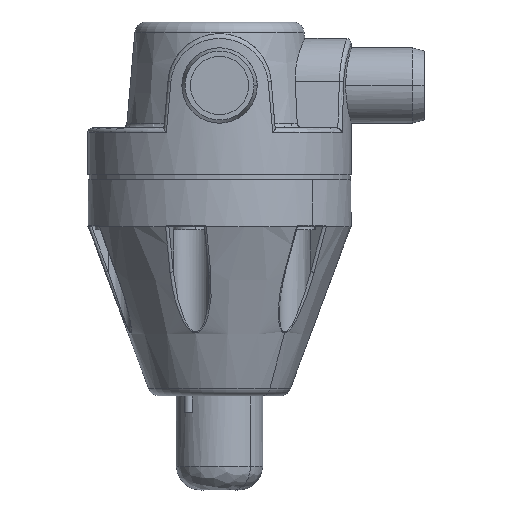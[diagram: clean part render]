
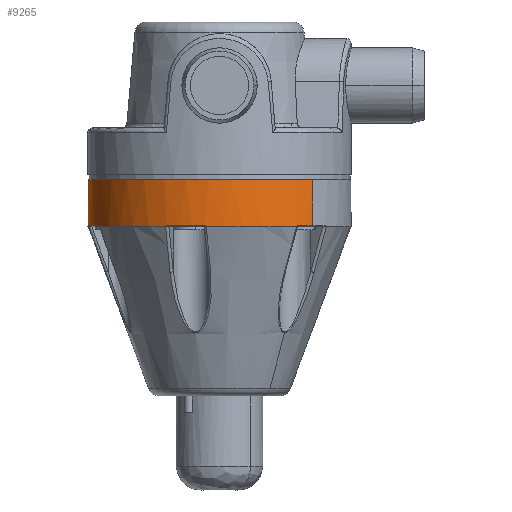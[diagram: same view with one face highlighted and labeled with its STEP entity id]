
A CAD part, front view. The second image highlights one B-rep face of the part: STEP entity #9265.
In plain terms, the highlighted cylindrical face has radius 56 mm (diameter 112 mm), a partial arc.
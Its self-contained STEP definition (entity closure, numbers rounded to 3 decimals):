
#2422=CARTESIAN_POINT('',(0.,0.,-2.));
#2423=DIRECTION('',(0.,0.,-1.));
#2424=DIRECTION('',(0.707,-0.707,0.));
#2425=AXIS2_PLACEMENT_3D('',#2422,#2423,#2424);
#3016=CARTESIAN_POINT('',(0.,0.,-21.5));
#3017=DIRECTION('',(0.,0.,1.));
#3018=DIRECTION('',(-0.707,0.707,0.));
#3019=AXIS2_PLACEMENT_3D('',#3016,#3017,#3018);
#3021=CARTESIAN_POINT('',(0.,0.,-21.5));
#3022=DIRECTION('',(0.,0.,1.));
#3023=DIRECTION('',(-0.708,0.706,0.));
#3024=AXIS2_PLACEMENT_3D('',#3021,#3022,#3023);
#3038=CARTESIAN_POINT('',(33.243,-45.065,
-21.5));
#3039=CARTESIAN_POINT('',(33.219,-45.083,
-21.553));
#3040=CARTESIAN_POINT('',(33.17,-45.119,
-21.652));
#3041=CARTESIAN_POINT('',(33.092,-45.176,
-21.776));
#3042=CARTESIAN_POINT('',(33.011,-45.236,
-21.876));
#3043=CARTESIAN_POINT('',(32.926,-45.297,
-21.949));
#3044=CARTESIAN_POINT('',(32.841,-45.36,
-21.993));
#3045=CARTESIAN_POINT('',(32.787,-45.398,
-22.));
#3046=CARTESIAN_POINT('',(32.761,-45.417,
-22.));
#3048=DIRECTION('',(0.,0.,1.));
#3049=VECTOR('',#3048,19.5);
#3050=CARTESIAN_POINT('',(-39.598,39.598,-21.5));
#3051=LINE('',#3050,#3049);
#3052=DIRECTION('',(0.,0.,-1.));
#3053=VECTOR('',#3052,19.5);
#3054=CARTESIAN_POINT('',(39.598,-39.598,-2.));
#3055=LINE('',#3054,#3053);
#3056=CARTESIAN_POINT('',(0.,0.,-21.5));
#3057=DIRECTION('',(0.,0.,1.));
#3058=DIRECTION('',(0.594,-0.805,0.));
#3059=AXIS2_PLACEMENT_3D('',#3056,#3057,#3058);
#3271=CARTESIAN_POINT('',(0.,0.,-22.));
#3272=DIRECTION('',(0.,0.,1.));
#3273=DIRECTION('',(-0.811,0.585,0.));
#3274=AXIS2_PLACEMENT_3D('',#3271,#3272,#3273);
#3318=CARTESIAN_POINT('',(0.,0.,-22.));
#3319=DIRECTION('',(0.,0.,1.));
#3320=DIRECTION('',(-0.912,-0.41,0.));
#3321=AXIS2_PLACEMENT_3D('',#3318,#3319,#3320);
#3365=CARTESIAN_POINT('',(0.,0.,-22.));
#3366=DIRECTION('',(0.,0.,1.));
#3367=DIRECTION('',(-0.101,-0.995,0.));
#3368=AXIS2_PLACEMENT_3D('',#3365,#3366,#3367);
#3704=CARTESIAN_POINT('',(-45.065,33.243,
-21.5));
#3705=CARTESIAN_POINT('',(-45.083,33.219,
-21.553));
#3706=CARTESIAN_POINT('',(-45.119,33.17,
-21.652));
#3707=CARTESIAN_POINT('',(-45.176,33.092,
-21.776));
#3708=CARTESIAN_POINT('',(-45.236,33.011,
-21.876));
#3709=CARTESIAN_POINT('',(-45.297,32.927,
-21.949));
#3710=CARTESIAN_POINT('',(-45.36,32.84,
-21.993));
#3711=CARTESIAN_POINT('',(-45.397,32.789,
-22.002));
#3712=CARTESIAN_POINT('',(-45.42,32.758,
-22.001));
#3744=CARTESIAN_POINT('',(-55.713,-5.663,
-22.));
#3745=CARTESIAN_POINT('',(-55.71,-5.695,
-22.));
#3746=CARTESIAN_POINT('',(-55.703,-5.76,
-21.991));
#3747=CARTESIAN_POINT('',(-55.692,-5.866,
-21.948));
#3748=CARTESIAN_POINT('',(-55.681,-5.97,
-21.875));
#3749=CARTESIAN_POINT('',(-55.67,-6.07,
-21.775));
#3750=CARTESIAN_POINT('',(-55.66,-6.166,
-21.651));
#3751=CARTESIAN_POINT('',(-55.653,-6.227,
-21.553));
#3752=CARTESIAN_POINT('',(-55.649,-6.257,
-21.5));
#3774=CARTESIAN_POINT('',(0.,0.,-21.5));
#3775=DIRECTION('',(0.,0.,1.));
#3776=DIRECTION('',(-0.994,-0.112,0.));
#3777=AXIS2_PLACEMENT_3D('',#3774,#3775,#3776);
#3838=CARTESIAN_POINT('',(-51.322,-22.406,
-21.5));
#3839=CARTESIAN_POINT('',(-51.31,-22.434,
-21.553));
#3840=CARTESIAN_POINT('',(-51.286,-22.489,
-21.652));
#3841=CARTESIAN_POINT('',(-51.247,-22.578,
-21.776));
#3842=CARTESIAN_POINT('',(-51.206,-22.67,
-21.876));
#3843=CARTESIAN_POINT('',(-51.164,-22.766,
-21.949));
#3844=CARTESIAN_POINT('',(-51.121,-22.862,
-21.994));
#3845=CARTESIAN_POINT('',(-51.094,-22.923,
-22.));
#3846=CARTESIAN_POINT('',(-51.081,-22.952,
-22.));
#3959=CARTESIAN_POINT('',(-22.952,-51.081,
-22.));
#3960=CARTESIAN_POINT('',(-22.923,-51.094,
-22.));
#3961=CARTESIAN_POINT('',(-22.862,-51.121,
-21.993));
#3962=CARTESIAN_POINT('',(-22.766,-51.164,
-21.949));
#3963=CARTESIAN_POINT('',(-22.67,-51.206,
-21.876));
#3964=CARTESIAN_POINT('',(-22.578,-51.247,
-21.776));
#3965=CARTESIAN_POINT('',(-22.489,-51.286,
-21.652));
#3966=CARTESIAN_POINT('',(-22.434,-51.31,
-21.553));
#3967=CARTESIAN_POINT('',(-22.406,-51.322,
-21.5));
#3989=CARTESIAN_POINT('',(0.,0.,-21.5));
#3990=DIRECTION('',(0.,0.,1.));
#3991=DIRECTION('',(-0.4,-0.916,0.));
#3992=AXIS2_PLACEMENT_3D('',#3989,#3990,#3991);
#4053=CARTESIAN_POINT('',(-6.257,-55.65,
-21.5));
#4054=CARTESIAN_POINT('',(-6.227,-55.653,
-21.553));
#4055=CARTESIAN_POINT('',(-6.167,-55.659,
-21.652));
#4056=CARTESIAN_POINT('',(-6.07,-55.67,
-21.776));
#4057=CARTESIAN_POINT('',(-5.97,-55.681,
-21.876));
#4058=CARTESIAN_POINT('',(-5.866,-55.692,
-21.949));
#4059=CARTESIAN_POINT('',(-5.761,-55.703,
-21.994));
#4060=CARTESIAN_POINT('',(-5.695,-55.71,
-22.));
#4061=CARTESIAN_POINT('',(-5.663,-55.713,
-22.));
#4674=CARTESIAN_POINT('',(-39.598,39.598,-2.));
#4675=CARTESIAN_POINT('',(39.598,-39.598,-2.));
#4676=VERTEX_POINT('',#4674);
#4677=VERTEX_POINT('',#4675);
#4692=CARTESIAN_POINT('',(39.598,-39.598,-21.5));
#4694=VERTEX_POINT('',#4692);
#4696=CARTESIAN_POINT('',(-39.598,39.598,-21.5));
#4697=VERTEX_POINT('',#4696);
#4775=CARTESIAN_POINT('',(-39.675,39.521,-21.5));
#4776=VERTEX_POINT('',#4775);
#4777=CARTESIAN_POINT('',(-45.065,33.243,-21.5));
#4778=VERTEX_POINT('',#4777);
#4782=CARTESIAN_POINT('',(33.243,-45.065,-21.5));
#4783=VERTEX_POINT('',#4782);
#4784=VERTEX_POINT('',#3046);
#4785=CARTESIAN_POINT('',(-5.664,-55.713,-22.));
#4786=VERTEX_POINT('',#4785);
#4787=VERTEX_POINT('',#4053);
#4788=CARTESIAN_POINT('',(-22.406,-51.322,-21.5));
#4789=VERTEX_POINT('',#4788);
#4790=VERTEX_POINT('',#3959);
#4791=CARTESIAN_POINT('',(-51.081,-22.952,-22.));
#4792=VERTEX_POINT('',#4791);
#4793=VERTEX_POINT('',#3838);
#4794=CARTESIAN_POINT('',(-55.649,-6.257,-21.5));
#4795=VERTEX_POINT('',#4794);
#4796=VERTEX_POINT('',#3744);
#4797=CARTESIAN_POINT('',(-45.417,32.761,-22.));
#4798=VERTEX_POINT('',#4797);
#9229=CARTESIAN_POINT('',(0.,0.,-22.));
#9230=DIRECTION('',(0.,0.,1.));
#9231=DIRECTION('',(0.707,-0.707,0.));
#9232=AXIS2_PLACEMENT_3D('',#9229,#9230,#9231);
#9233=CYLINDRICAL_SURFACE('',#9232,56.);
#9235=ORIENTED_EDGE('',*,*,#9234,.F.);
#9237=ORIENTED_EDGE('',*,*,#9236,.T.);
#9239=ORIENTED_EDGE('',*,*,#9238,.F.);
#9241=ORIENTED_EDGE('',*,*,#9240,.F.);
#9243=ORIENTED_EDGE('',*,*,#9242,.F.);
#9245=ORIENTED_EDGE('',*,*,#9244,.F.);
#9247=ORIENTED_EDGE('',*,*,#9246,.F.);
#9249=ORIENTED_EDGE('',*,*,#9248,.F.);
#9251=ORIENTED_EDGE('',*,*,#9250,.F.);
#9253=ORIENTED_EDGE('',*,*,#9252,.F.);
#9255=ORIENTED_EDGE('',*,*,#9254,.F.);
#9257=ORIENTED_EDGE('',*,*,#9256,.F.);
#9258=ORIENTED_EDGE('',*,*,#9217,.F.);
#9259=ORIENTED_EDGE('',*,*,#9215,.F.);
#9260=ORIENTED_EDGE('',*,*,#8389,.T.);
#9261=ORIENTED_EDGE('',*,*,#8351,.F.);
#9262=ORIENTED_EDGE('',*,*,#8386,.T.);
#9263=EDGE_LOOP('',(#9235,#9237,#9239,#9241,#9243,#9245,#9247,#9249,#9251,#9253,
#9255,#9257,#9258,#9259,#9260,#9261,#9262));
#9264=FACE_OUTER_BOUND('',#9263,.F.);
#2426=CIRCLE('',#2425,56.);
#3020=CIRCLE('',#3019,56.);
#3025=CIRCLE('',#3024,56.);
#3047=B_SPLINE_CURVE_WITH_KNOTS('',3,(#3038,#3039,#3040,#3041,#3042,#3043,#3044,
#3045,#3046),.UNSPECIFIED.,.F.,.F.,(4,1,1,1,1,1,4),(0.,0.167,
0.333,0.5,0.667,0.833,1.),
.UNSPECIFIED.);
#3060=CIRCLE('',#3059,56.);
#3275=CIRCLE('',#3274,56.);
#3322=CIRCLE('',#3321,56.);
#3369=CIRCLE('',#3368,56.);
#3713=B_SPLINE_CURVE_WITH_KNOTS('',3,(#3704,#3705,#3706,#3707,#3708,#3709,#3710,
#3711,#3712),.UNSPECIFIED.,.F.,.F.,(4,1,1,1,1,1,4),(0.,0.167,
0.333,0.5,0.667,0.833,1.),
.UNSPECIFIED.);
#3753=B_SPLINE_CURVE_WITH_KNOTS('',3,(#3744,#3745,#3746,#3747,#3748,#3749,#3750,
#3751,#3752),.UNSPECIFIED.,.F.,.F.,(4,1,1,1,1,1,4),(0.,0.167,
0.333,0.5,0.667,0.833,1.),
.UNSPECIFIED.);
#3778=CIRCLE('',#3777,56.);
#3847=B_SPLINE_CURVE_WITH_KNOTS('',3,(#3838,#3839,#3840,#3841,#3842,#3843,#3844,
#3845,#3846),.UNSPECIFIED.,.F.,.F.,(4,1,1,1,1,1,4),(0.,0.167,
0.333,0.5,0.667,0.833,1.),
.UNSPECIFIED.);
#3968=B_SPLINE_CURVE_WITH_KNOTS('',3,(#3959,#3960,#3961,#3962,#3963,#3964,#3965,
#3966,#3967),.UNSPECIFIED.,.F.,.F.,(4,1,1,1,1,1,4),(0.,0.167,
0.333,0.5,0.667,0.833,1.),
.UNSPECIFIED.);
#3993=CIRCLE('',#3992,56.);
#4062=B_SPLINE_CURVE_WITH_KNOTS('',3,(#4053,#4054,#4055,#4056,#4057,#4058,#4059,
#4060,#4061),.UNSPECIFIED.,.F.,.F.,(4,1,1,1,1,1,4),(0.,0.167,
0.333,0.5,0.667,0.833,1.),
.UNSPECIFIED.);
#8351=EDGE_CURVE('',#4677,#4676,#2426,.T.);
#8386=EDGE_CURVE('',#4677,#4694,#3055,.T.);
#8389=EDGE_CURVE('',#4697,#4676,#3051,.T.);
#9215=EDGE_CURVE('',#4697,#4776,#3020,.T.);
#9217=EDGE_CURVE('',#4776,#4778,#3025,.T.);
#9234=EDGE_CURVE('',#4783,#4694,#3060,.T.);
#9236=EDGE_CURVE('',#4783,#4784,#3047,.T.);
#9238=EDGE_CURVE('',#4786,#4784,#3369,.T.);
#9240=EDGE_CURVE('',#4787,#4786,#4062,.T.);
#9242=EDGE_CURVE('',#4789,#4787,#3993,.T.);
#9244=EDGE_CURVE('',#4790,#4789,#3968,.T.);
#9246=EDGE_CURVE('',#4792,#4790,#3322,.T.);
#9248=EDGE_CURVE('',#4793,#4792,#3847,.T.);
#9250=EDGE_CURVE('',#4795,#4793,#3778,.T.);
#9252=EDGE_CURVE('',#4796,#4795,#3753,.T.);
#9254=EDGE_CURVE('',#4798,#4796,#3275,.T.);
#9256=EDGE_CURVE('',#4778,#4798,#3713,.T.);
#9265=ADVANCED_FACE('',(#9264),#9233,.T.);
